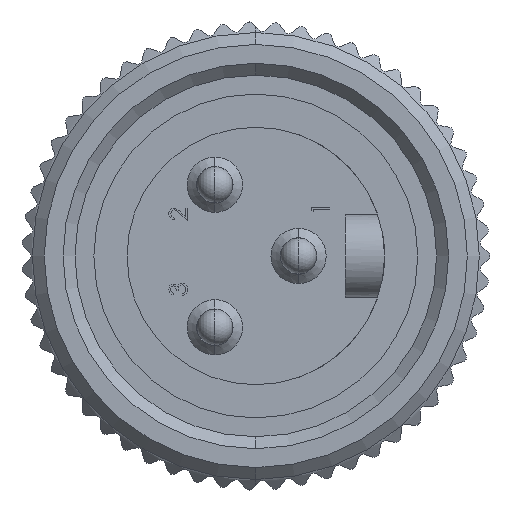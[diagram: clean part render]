
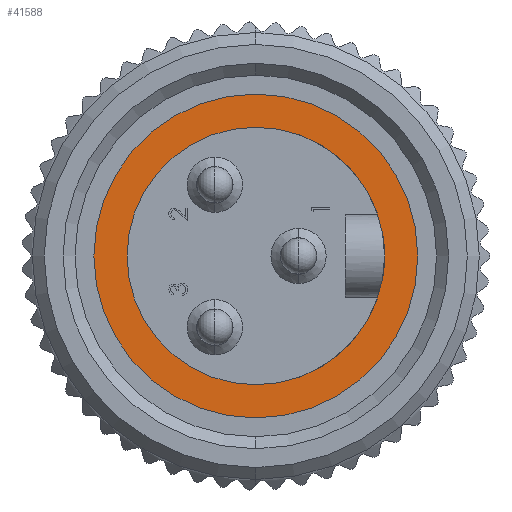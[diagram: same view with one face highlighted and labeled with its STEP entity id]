
A CAD part, left-side view. The second image highlights one B-rep face of the part: STEP entity #41588.
In plain terms, the highlighted planar face has unit normal (-1, 0, 0).
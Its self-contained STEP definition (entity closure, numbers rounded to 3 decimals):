
#131 = ORIENTED_EDGE ( 'NONE', *, *, #34525, .T. ) ;
#1618 = CARTESIAN_POINT ( 'NONE',  ( -32.195, 0., 0. ) ) ;
#1620 = DIRECTION ( 'NONE',  ( 0., 0., 1. ) ) ;
#1797 = CARTESIAN_POINT ( 'NONE',  ( -32.195, 0., 0. ) ) ;
#2912 = ORIENTED_EDGE ( 'NONE', *, *, #36923, .F. ) ;
#3093 = DIRECTION ( 'NONE',  ( -1., 0., 0. ) ) ;
#4848 = DIRECTION ( 'NONE',  ( 0., 0., 1. ) ) ;
#5017 = PLANE ( 'NONE',  #38421 ) ;
#5163 = CIRCLE ( 'NONE', #23961, 7.11 ) ;
#5245 = DIRECTION ( 'NONE',  ( -1., 0., 0. ) ) ;
#7026 = AXIS2_PLACEMENT_3D ( 'NONE', #24474, #5245, #27708 ) ;
#7377 = EDGE_CURVE ( 'NONE', #10992, #37479, #5163, .T. ) ;
#8157 = EDGE_CURVE ( 'NONE', #29834, #12950, #27734, .T. ) ;
#8217 = DIRECTION ( 'NONE',  ( 0., 0., 1. ) ) ;
#8291 = CARTESIAN_POINT ( 'NONE',  ( -32.195, 0., 7.11 ) ) ;
#10992 = VERTEX_POINT ( 'NONE', #30020 ) ;
#12950 = VERTEX_POINT ( 'NONE', #41499 ) ;
#15130 = EDGE_LOOP ( 'NONE', ( #2912, #38630 ) ) ;
#17649 = EDGE_LOOP ( 'NONE', ( #131, #18543 ) ) ;
#18543 = ORIENTED_EDGE ( 'NONE', *, *, #8157, .T. ) ;
#20849 = DIRECTION ( 'NONE',  ( -1., 0., 0. ) ) ;
#22331 = CARTESIAN_POINT ( 'NONE',  ( -32.195, 0., 0. ) ) ;
#22971 = AXIS2_PLACEMENT_3D ( 'NONE', #1618, #24074, #4848 ) ;
#23961 = AXIS2_PLACEMENT_3D ( 'NONE', #22331, #3093, #25532 ) ;
#24074 = DIRECTION ( 'NONE',  ( -1., 0., 0. ) ) ;
#24474 = CARTESIAN_POINT ( 'NONE',  ( -32.195, 0., 0. ) ) ;
#25532 = DIRECTION ( 'NONE',  ( 0., 0., 1. ) ) ;
#26974 = CIRCLE ( 'NONE', #7026, 8.94 ) ;
#27708 = DIRECTION ( 'NONE',  ( 0., 0., 1. ) ) ;
#27734 = CIRCLE ( 'NONE', #37467, 8.94 ) ;
#29369 = CIRCLE ( 'NONE', #22971, 7.11 ) ;
#29834 = VERTEX_POINT ( 'NONE', #33920 ) ;
#30020 = CARTESIAN_POINT ( 'NONE',  ( -32.195, 0., -7.11 ) ) ;
#30303 = FACE_BOUND ( 'NONE', #15130, .T. ) ;
#30416 = DIRECTION ( 'NONE',  ( -1., 0., 0. ) ) ;
#33920 = CARTESIAN_POINT ( 'NONE',  ( -32.195, 0., -8.94 ) ) ;
#34525 = EDGE_CURVE ( 'NONE', #12950, #29834, #26974, .T. ) ;
#36923 = EDGE_CURVE ( 'NONE', #37479, #10992, #29369, .T. ) ;
#37467 = AXIS2_PLACEMENT_3D ( 'NONE', #40084, #20849, #1620 ) ;
#37479 = VERTEX_POINT ( 'NONE', #8291 ) ;
#37862 = FACE_OUTER_BOUND ( 'NONE', #17649, .T. ) ;
#38421 = AXIS2_PLACEMENT_3D ( 'NONE', #1797, #30416, #8217 ) ;
#38630 = ORIENTED_EDGE ( 'NONE', *, *, #7377, .F. ) ;
#40084 = CARTESIAN_POINT ( 'NONE',  ( -32.195, 0., 0. ) ) ;
#41499 = CARTESIAN_POINT ( 'NONE',  ( -32.195, 0., 8.94 ) ) ;
#41588 = ADVANCED_FACE ( 'NONE', ( #30303, #37862 ), #5017, .T. ) ;
